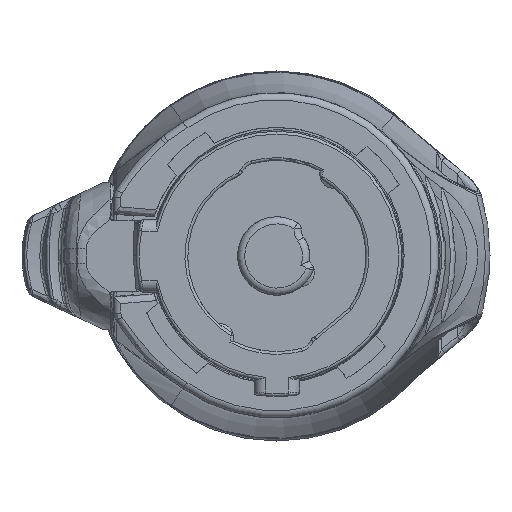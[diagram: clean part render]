
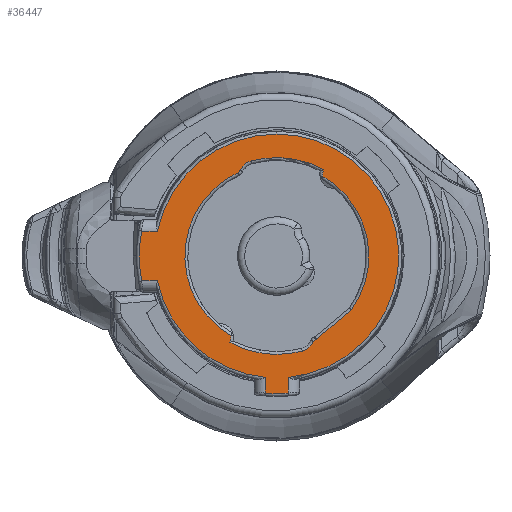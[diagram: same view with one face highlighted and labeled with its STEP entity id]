
A CAD part, left-side view. The second image highlights one B-rep face of the part: STEP entity #36447.
In plain terms, the highlighted planar face has unit normal (-1, 0, 0).
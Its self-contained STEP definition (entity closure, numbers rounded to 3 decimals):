
#10968=CARTESIAN_POINT('',(0.,0.,0.));
#10969=DIRECTION('',(-1.,0.,0.));
#10970=DIRECTION('',(0.,-0.094,-0.996));
#10971=AXIS2_PLACEMENT_3D('',#10968,#10969,#10970);
#10973=CARTESIAN_POINT('',(0.,8.369,1.75));
#10989=CARTESIAN_POINT('',(0.,-0.8,-8.512));
#10991=CARTESIAN_POINT('',(0.,0.,0.));
#10992=DIRECTION('',(-1.,0.,0.));
#10993=DIRECTION('',(0.,0.083,-0.997));
#10994=AXIS2_PLACEMENT_3D('',#10991,#10992,#10993);
#10996=CARTESIAN_POINT('',(0.,0.,0.));
#10997=DIRECTION('',(-1.,0.,0.));
#10998=DIRECTION('',(0.,0.983,0.181));
#10999=AXIS2_PLACEMENT_3D('',#10996,#10997,#10998);
#11001=CARTESIAN_POINT('',(0.,0.,0.));
#11002=DIRECTION('',(1.,0.,0.));
#11003=DIRECTION('',(0.,0.259,0.966));
#11004=AXIS2_PLACEMENT_3D('',#11001,#11002,#11003);
#11006=CARTESIAN_POINT('',(0.,1.475,5.506));
#11007=DIRECTION('',(1.,0.,0.));
#11008=DIRECTION('',(0.,0.912,0.411));
#11009=AXIS2_PLACEMENT_3D('',#11006,#11007,#11008);
#11011=CARTESIAN_POINT('',(0.,2.843,6.122));
#11012=DIRECTION('',(-1.,0.,0.));
#11013=DIRECTION('',(0.,-0.421,-0.907));
#11014=AXIS2_PLACEMENT_3D('',#11011,#11012,#11013);
#11016=CARTESIAN_POINT('',(0.,0.,0.));
#11017=DIRECTION('',(1.,0.,0.));
#11018=DIRECTION('',(0.,0.501,-0.866));
#11019=AXIS2_PLACEMENT_3D('',#11016,#11017,#11018);
#11021=CARTESIAN_POINT('',(0.,0.,0.));
#11022=DIRECTION('',(1.,0.,0.));
#11023=DIRECTION('',(0.,-0.259,-0.966));
#11024=AXIS2_PLACEMENT_3D('',#11021,#11022,#11023);
#11026=CARTESIAN_POINT('',(0.,-1.475,-5.506));
#11027=DIRECTION('',(1.,0.,0.));
#11028=DIRECTION('',(0.,-0.912,-0.411));
#11029=AXIS2_PLACEMENT_3D('',#11026,#11027,#11028);
#11031=CARTESIAN_POINT('',(0.,-2.843,-6.122));
#11032=DIRECTION('',(-1.,0.,0.));
#11033=DIRECTION('',(0.,0.421,0.907));
#11034=AXIS2_PLACEMENT_3D('',#11031,#11032,#11033);
#11036=CARTESIAN_POINT('',(0.,0.,0.));
#11037=DIRECTION('',(1.,0.,0.));
#11038=DIRECTION('',(0.,-0.434,-0.901));
#11039=AXIS2_PLACEMENT_3D('',#11036,#11037,#11038);
#11041=DIRECTION('',(0.,0.766,-0.643));
#11042=VECTOR('',#11041,3.187);
#11043=CARTESIAN_POINT('',(0.,-5.238,-3.763));
#11044=LINE('',#11043,#11042);
#11070=DIRECTION('',(0.,0.,1.));
#11071=VECTOR('',#11070,1.104);
#11072=CARTESIAN_POINT('',(0.,-0.8,
-9.617));
#11073=LINE('',#11072,#11071);
#11086=CARTESIAN_POINT('',(0.,-0.8,
-9.617));
#11303=DIRECTION('',(0.,1.,0.));
#11304=VECTOR('',#11303,1.121);
#11305=CARTESIAN_POINT('',(0.,8.369,1.75));
#11306=LINE('',#11305,#11304);
#11315=CARTESIAN_POINT('',(0.,9.49,
1.75));
#11336=DIRECTION('',(0.,-1.,0.));
#11337=VECTOR('',#11336,1.121);
#11338=CARTESIAN_POINT('',(0.,9.49,
-1.75));
#11339=LINE('',#11338,#11337);
#11374=CARTESIAN_POINT('',(0.,8.369,-1.75));
#11376=CARTESIAN_POINT('',(0.,0.,0.));
#11377=DIRECTION('',(-1.,0.,0.));
#11378=DIRECTION('',(0.,0.979,-0.205));
#11379=AXIS2_PLACEMENT_3D('',#11376,#11377,#11378);
#11381=CARTESIAN_POINT('',(0.,0.8,-8.512));
#11398=DIRECTION('',(0.,0.,-1.));
#11399=VECTOR('',#11398,1.104);
#11400=CARTESIAN_POINT('',(0.,0.8,-8.512));
#11401=LINE('',#11400,#11399);
#11410=CARTESIAN_POINT('',(0.,0.8,
-9.617));
#15510=CARTESIAN_POINT('',(0.,0.,0.));
#15511=DIRECTION('',(1.,0.,0.));
#15512=DIRECTION('',(0.,-0.501,0.866));
#15513=AXIS2_PLACEMENT_3D('',#15510,#15511,#15512);
#15521=CARTESIAN_POINT('',(0.,-5.238,-3.763));
#15837=CARTESIAN_POINT('',(0.,4.015,-5.734));
#15838=DIRECTION('',(-1.,0.,0.));
#15839=DIRECTION('',(0.,-0.91,-0.416));
#15840=AXIS2_PLACEMENT_3D('',#15837,#15838,#15839);
#16010=CARTESIAN_POINT('',(0.,-4.015,5.734));
#16011=DIRECTION('',(-1.,0.,0.));
#16012=DIRECTION('',(0.,0.91,0.416));
#16013=AXIS2_PLACEMENT_3D('',#16010,#16011,#16012);
#17199=VERTEX_POINT('',#11086);
#17219=VERTEX_POINT('',#11410);
#17241=VERTEX_POINT('',#11315);
#17243=CARTESIAN_POINT('',(0.,9.49,-1.75));
#17244=VERTEX_POINT('',#17243);
#17253=CARTESIAN_POINT('',(0.,-2.797,-5.812));
#17254=CARTESIAN_POINT('',(0.,-2.716,-5.85));
#17255=VERTEX_POINT('',#17253);
#17256=VERTEX_POINT('',#17254);
#17265=CARTESIAN_POINT('',(0.,1.786,6.665));
#17266=CARTESIAN_POINT('',(0.,-3.287,6.067));
#17267=VERTEX_POINT('',#17265);
#17268=VERTEX_POINT('',#17266);
#17269=CARTESIAN_POINT('',(0.,2.569,5.999));
#17270=VERTEX_POINT('',#17269);
#17273=CARTESIAN_POINT('',(0.,-2.569,-5.999));
#17274=CARTESIAN_POINT('',(0.,-1.786,-6.665));
#17275=VERTEX_POINT('',#17273);
#17276=VERTEX_POINT('',#17274);
#17283=CARTESIAN_POINT('',(0.,3.287,-6.067));
#17284=VERTEX_POINT('',#17283);
#17299=VERTEX_POINT('',#10973);
#17300=VERTEX_POINT('',#10989);
#17301=VERTEX_POINT('',#11381);
#17302=VERTEX_POINT('',#11374);
#17304=VERTEX_POINT('',#15521);
#17305=CARTESIAN_POINT('',(0.,-3.229,5.583));
#17307=VERTEX_POINT('',#17305);
#17317=CARTESIAN_POINT('',(0.,3.229,-5.584));
#17318=VERTEX_POINT('',#17317);
#17321=CARTESIAN_POINT('',(0.,2.716,5.85));
#17322=VERTEX_POINT('',#17321);
#36399=CARTESIAN_POINT('',(0.,0.,0.));
#36400=DIRECTION('',(1.,0.,0.));
#36401=DIRECTION('',(0.,0.,-1.));
#36402=AXIS2_PLACEMENT_3D('',#36399,#36400,#36401);
#36403=PLANE('',#36402);
#36405=ORIENTED_EDGE('',*,*,#36404,.F.);
#36407=ORIENTED_EDGE('',*,*,#36406,.F.);
#36409=ORIENTED_EDGE('',*,*,#36408,.F.);
#36411=ORIENTED_EDGE('',*,*,#36410,.F.);
#36413=ORIENTED_EDGE('',*,*,#36412,.F.);
#36415=ORIENTED_EDGE('',*,*,#36414,.F.);
#36416=ORIENTED_EDGE('',*,*,#36387,.F.);
#36418=ORIENTED_EDGE('',*,*,#36417,.F.);
#36419=EDGE_LOOP('',(#36405,#36407,#36409,#36411,#36413,#36415,#36416,#36418));
#36420=FACE_OUTER_BOUND('',#36419,.F.);
#36422=ORIENTED_EDGE('',*,*,#36421,.F.);
#36424=ORIENTED_EDGE('',*,*,#36423,.F.);
#36426=ORIENTED_EDGE('',*,*,#36425,.F.);
#36428=ORIENTED_EDGE('',*,*,#36427,.F.);
#36430=ORIENTED_EDGE('',*,*,#36429,.F.);
#36432=ORIENTED_EDGE('',*,*,#36431,.F.);
#36434=ORIENTED_EDGE('',*,*,#36433,.F.);
#36436=ORIENTED_EDGE('',*,*,#36435,.F.);
#36438=ORIENTED_EDGE('',*,*,#36437,.F.);
#36440=ORIENTED_EDGE('',*,*,#36439,.F.);
#36442=ORIENTED_EDGE('',*,*,#36441,.F.);
#36444=ORIENTED_EDGE('',*,*,#36443,.F.);
#36445=EDGE_LOOP('',(#36422,#36424,#36426,#36428,#36430,#36432,#36434,#36436,
#36438,#36440,#36442,#36444));
#36446=FACE_BOUND('',#36445,.F.);
#36447=ADVANCED_FACE('',(#36420,#36446),#36403,.F.);
#10972=CIRCLE('',#10971,8.55);
#10995=CIRCLE('',#10994,9.65);
#11000=CIRCLE('',#10999,9.65);
#11005=CIRCLE('',#11004,6.9);
#11010=CIRCLE('',#11009,1.2);
#11015=CIRCLE('',#11014,0.3);
#11020=CIRCLE('',#11019,6.45);
#11025=CIRCLE('',#11024,6.9);
#11030=CIRCLE('',#11029,1.2);
#11035=CIRCLE('',#11034,0.3);
#11040=CIRCLE('',#11039,6.45);
#11380=CIRCLE('',#11379,8.55);
#15514=CIRCLE('',#15513,6.45);
#15841=CIRCLE('',#15840,0.8);
#16014=CIRCLE('',#16013,0.8);
#36387=EDGE_CURVE('',#17300,#17299,#10972,.T.);
#36404=EDGE_CURVE('',#17219,#17199,#10995,.T.);
#36406=EDGE_CURVE('',#17301,#17219,#11401,.T.);
#36408=EDGE_CURVE('',#17302,#17301,#11380,.T.);
#36410=EDGE_CURVE('',#17244,#17302,#11339,.T.);
#36412=EDGE_CURVE('',#17241,#17244,#11000,.T.);
#36414=EDGE_CURVE('',#17299,#17241,#11306,.T.);
#36417=EDGE_CURVE('',#17199,#17300,#11073,.T.);
#36421=EDGE_CURVE('',#17307,#17304,#15514,.T.);
#36423=EDGE_CURVE('',#17268,#17307,#16014,.T.);
#36425=EDGE_CURVE('',#17267,#17268,#11005,.T.);
#36427=EDGE_CURVE('',#17270,#17267,#11010,.T.);
#36429=EDGE_CURVE('',#17322,#17270,#11015,.T.);
#36431=EDGE_CURVE('',#17318,#17322,#11020,.T.);
#36433=EDGE_CURVE('',#17284,#17318,#15841,.T.);
#36435=EDGE_CURVE('',#17276,#17284,#11025,.T.);
#36437=EDGE_CURVE('',#17275,#17276,#11030,.T.);
#36439=EDGE_CURVE('',#17256,#17275,#11035,.T.);
#36441=EDGE_CURVE('',#17255,#17256,#11040,.T.);
#36443=EDGE_CURVE('',#17304,#17255,#11044,.T.);
